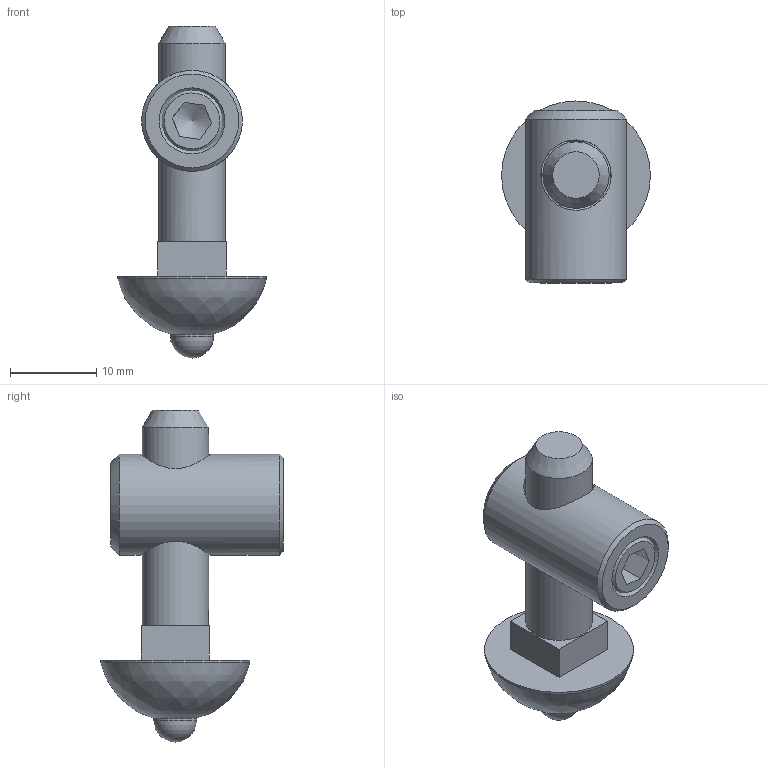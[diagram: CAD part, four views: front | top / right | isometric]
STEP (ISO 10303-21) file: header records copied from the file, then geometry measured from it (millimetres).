
FILE_DESCRIPTION(/* description */ (''),/* implementation_level */ '2;1');
FILE_NAME(/* name */ '13047_KriTec_Zentralverbinder_8_SV_ohne_Nasen_fuer_geschlossene_Profile.stp',/* time_stamp */ '2014-06-02T16:32:18+02:00',/* author */ ('kostic'),/* organization */ (''),/* preprocessor_version */ 'ST-DEVELOPER v15.2',/* originating_system */ 'Autodesk Inventor 2014',/* authorisation */ '');
FILE_SCHEMA (('AUTOMOTIVE_DESIGN { 1 0 10303 214 3 1 1 }'));
Length unit declared in the file: millimetre
Products named in the file (4): Kopf_Zentralverbinder_8; Querriegel_Zentralverbinder_8_ohne_Nasen; DIN 914 - M8 x 10; 13047_KriTec_Zentralverbinder_8_SV_ohne_Nasen_fuer_geschlossene_Profi
le
Bounding box: 17.27 x 21.13 x 38.5 mm (x, y, z)
Volume: 4024.3 mm3; surface area: 2901.1 mm2
Topology: 3 solids, 3 shells, 34 faces, 77 edges, 49 vertices
Faces by surface type: plane 17, cone 8, cylinder 7, bspline 1, sphere 1
Full cylindrical faces by diameter (mm): 5 x1, 6.647 x1, 7.7 x1, 8 x1, 8.15 x1, 11.7 x1, 17.268 x1
Entity records: 1037 total; most frequent: CARTESIAN_POINT 326, DIRECTION 138, ORIENTED_EDGE 106, AXIS2_PLACEMENT_3D 57, EDGE_LOOP 55, EDGE_CURVE 53, VERTEX_POINT 42, ADVANCED_FACE 34
